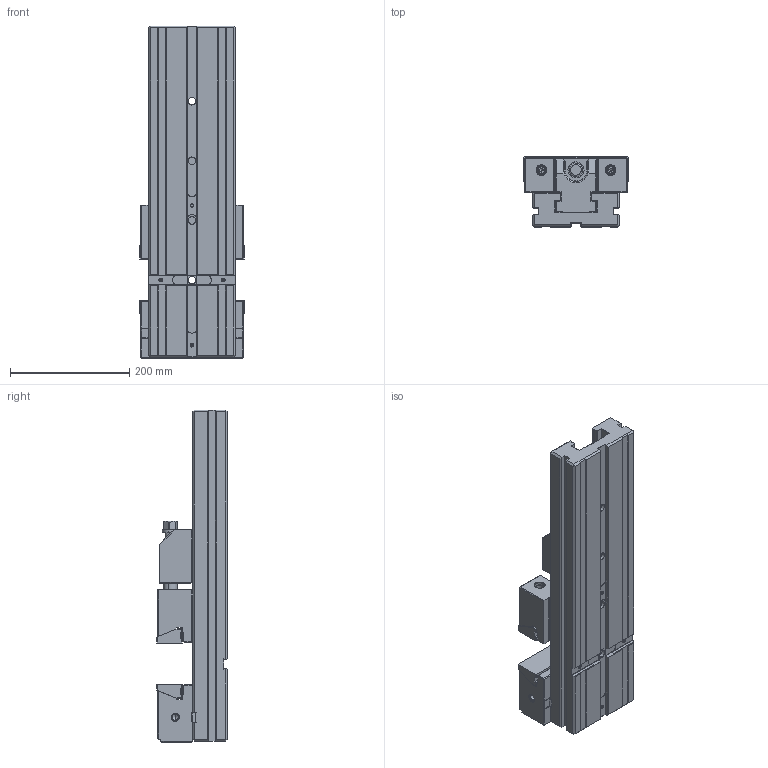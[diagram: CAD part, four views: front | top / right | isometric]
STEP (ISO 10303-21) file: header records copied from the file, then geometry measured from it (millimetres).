
FILE_DESCRIPTION (( 'STEP AP214' ), '1' );
FILE_NAME ('GT853171-00.STEP', '2021-01-07T02:06:21', ( '' ), ( '' ), 'SwSTEP 2.0', 'SolidWorks 2012', '' );
FILE_SCHEMA (( 'AUTOMOTIVE_DESIGN' ));
Length unit declared in the file: millimetre
Products named in the file (17): GB／T79 M16×45 12.9级_GB_FASTENER_SCREWS_ISCCB M16X45-N; GB／T70.1 M8X12_GB／T70.1 M8X12; GB／T70.1 M16×65 12.9级_GB_FASTENER_SCREWS_HSHCS M14X55-N; GB／T308.1 φ22.225; GT853171-03-1.5×7×30; GB／T77 M12×12_GB_FASTENER_SCREWS_HSFP M12X12-N; GB／T70.1 M8×45 12.9级_GB_FASTENER_SCREWS_HSHCS M8X40-N; GB／T70.1 M8×80 12.9级_GB_FASTENER_SCREWS_HSHCS M8X70-N; GT853171-04; GT853171-02; GT853171-13; GT853171-12; GT853120-11; GT853171-01; GT853171-06; GT853171-05; GT853171-00
Assembly tree (28 placements, depth 2):
  GT853171-00
    GT853171-05
    GT853171-06
    GT853171-01
    GT853120-11
    GT853171-12
    GT853171-13
    GT853171-02
    GT853171-04
    GB／T70.1 M8×80 12.9级_GB_FASTENER_SCREWS_HSHCS M8X70-N  x2
    GB／T70.1 M8×45 12.9级_GB_FASTENER_SCREWS_HSHCS M8X40-N  x2
    GB／T77 M12×12_GB_FASTENER_SCREWS_HSFP M12X12-N  x4
    GT853171-03-1.5×7×30  x4
    GB／T308.1 φ22.225
    GB／T70.1 M16×65 12.9级_GB_FASTENER_SCREWS_HSHCS M14X55-N  x4
    GB／T70.1 M8X12_GB／T70.1 M8X12  x2
    GB／T79 M16×45 12.9级_GB_FASTENER_SCREWS_ISCCB M16X45-N
Bounding box: 175 x 118 x 556.5 mm (x, y, z)
Volume: 5488184.5 mm3; surface area: 666083 mm2
Topology: 28 solids, 28 shells, 1432 faces, 3435 edges, 2041 vertices
Faces by surface type: plane 758, cone 322, cylinder 316, torus 21, bspline 13, sphere 2
Entity records: 41285 total; most frequent: CARTESIAN_POINT 12267, DIRECTION 5841, ORIENTED_EDGE 5628, EDGE_CURVE 2814, AXIS2_PLACEMENT_3D 1973, LINE 1895, VECTOR 1895, VERTEX_POINT 1729
